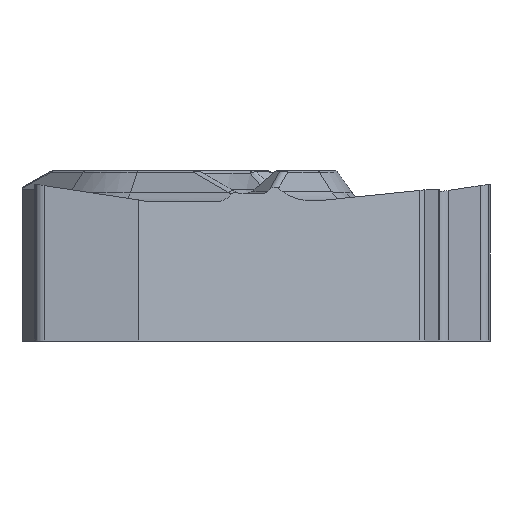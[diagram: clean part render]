
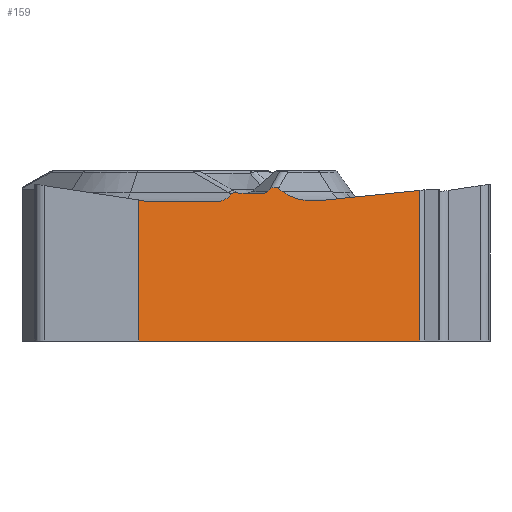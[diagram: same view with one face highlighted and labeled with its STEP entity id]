
A CAD part, front view. The second image highlights one B-rep face of the part: STEP entity #159.
In plain terms, the highlighted planar face has unit normal (0.5, -0.866, 0).
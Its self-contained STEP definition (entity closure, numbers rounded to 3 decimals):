
#159=ADVANCED_FACE('',(#361),#317,.F.);
#317=PLANE('',#2698);
#361=FACE_OUTER_BOUND('',#514,.T.);
#514=EDGE_LOOP('',(#849,#850,#851,#852,#853,#854,#855,#856,#857,#858,#859,
#860,#861,#862,#863,#864));
#677=CIRCLE('',#2697,0.75);
#789=ELLIPSE('',#2692,1.5,0.75);
#790=ELLIPSE('',#2693,0.304,0.205);
#791=ELLIPSE('',#2694,0.309,0.3);
#792=ELLIPSE('',#2695,0.309,0.3);
#793=ELLIPSE('',#2696,0.884,0.75);
#849=ORIENTED_EDGE('',*,*,#1878,.F.);
#850=ORIENTED_EDGE('',*,*,#1879,.T.);
#851=ORIENTED_EDGE('',*,*,#1880,.F.);
#852=ORIENTED_EDGE('',*,*,#1881,.T.);
#853=ORIENTED_EDGE('',*,*,#1882,.T.);
#854=ORIENTED_EDGE('',*,*,#1883,.F.);
#855=ORIENTED_EDGE('',*,*,#1884,.F.);
#856=ORIENTED_EDGE('',*,*,#1885,.T.);
#857=ORIENTED_EDGE('',*,*,#1886,.T.);
#858=ORIENTED_EDGE('',*,*,#1887,.T.);
#859=ORIENTED_EDGE('',*,*,#1888,.T.);
#860=ORIENTED_EDGE('',*,*,#1889,.F.);
#861=ORIENTED_EDGE('',*,*,#1890,.T.);
#862=ORIENTED_EDGE('',*,*,#1891,.T.);
#863=ORIENTED_EDGE('',*,*,#1892,.T.);
#864=ORIENTED_EDGE('',*,*,#1893,.T.);
#1637=VERTEX_POINT('',#4111);
#1638=VERTEX_POINT('',#4112);
#1639=VERTEX_POINT('',#4114);
#1640=VERTEX_POINT('',#4116);
#1641=VERTEX_POINT('',#4118);
#1642=VERTEX_POINT('',#4120);
#1643=VERTEX_POINT('',#4122);
#1644=VERTEX_POINT('',#4124);
#1645=VERTEX_POINT('',#4126);
#1646=VERTEX_POINT('',#4128);
#1647=VERTEX_POINT('',#4130);
#1648=VERTEX_POINT('',#4132);
#1649=VERTEX_POINT('',#4146);
#1650=VERTEX_POINT('',#4148);
#1651=VERTEX_POINT('',#4150);
#1652=VERTEX_POINT('',#4152);
#1878=EDGE_CURVE('',#1637,#1638,#2272,.T.);
#1879=EDGE_CURVE('',#1637,#1639,#2273,.T.);
#1880=EDGE_CURVE('',#1640,#1639,#2274,.T.);
#1881=EDGE_CURVE('',#1640,#1641,#2275,.T.);
#1882=EDGE_CURVE('',#1641,#1642,#789,.T.);
#1883=EDGE_CURVE('',#1643,#1642,#2276,.T.);
#1884=EDGE_CURVE('',#1644,#1643,#790,.T.);
#1885=EDGE_CURVE('',#1644,#1645,#2277,.T.);
#1886=EDGE_CURVE('',#1645,#1646,#791,.T.);
#1887=EDGE_CURVE('',#1646,#1647,#2278,.T.);
#1888=EDGE_CURVE('',#1647,#1648,#792,.T.);
#1889=EDGE_CURVE('',#1649,#1648,#2616,.T.);
#1890=EDGE_CURVE('',#1649,#1650,#793,.T.);
#1891=EDGE_CURVE('',#1650,#1651,#2279,.T.);
#1892=EDGE_CURVE('',#1651,#1652,#677,.T.);
#1893=EDGE_CURVE('',#1652,#1638,#2280,.T.);
#2272=LINE('',#4110,#2440);
#2273=LINE('',#4113,#2441);
#2274=LINE('',#4115,#2442);
#2275=LINE('',#4117,#2443);
#2276=LINE('',#4121,#2444);
#2277=LINE('',#4125,#2445);
#2278=LINE('',#4129,#2446);
#2279=LINE('',#4149,#2447);
#2280=LINE('',#4153,#2448);
#2440=VECTOR('',#2989,1.);
#2441=VECTOR('',#2990,1.);
#2442=VECTOR('',#2991,1.);
#2443=VECTOR('',#2992,1.);
#2444=VECTOR('',#2995,1.);
#2445=VECTOR('',#2998,1.);
#2446=VECTOR('',#3001,1.);
#2447=VECTOR('',#3006,1.);
#2448=VECTOR('',#3009,1.);
#2616=B_SPLINE_CURVE_WITH_KNOTS('',3,(#4133,#4134,#4135,#4136,#4137,#4138,
#4139,#4140,#4141,#4142,#4143,#4144,#4145),.UNSPECIFIED.,.F.,.F.,(4,3,3,
3,4),(0.,0.251,0.501,0.761,1.),
 .UNSPECIFIED.);
#2692=AXIS2_PLACEMENT_3D('',#4119,#2993,#2994);
#2693=AXIS2_PLACEMENT_3D('',#4123,#2996,#2997);
#2694=AXIS2_PLACEMENT_3D('',#4127,#2999,#3000);
#2695=AXIS2_PLACEMENT_3D('',#4131,#3002,#3003);
#2696=AXIS2_PLACEMENT_3D('',#4147,#3004,#3005);
#2697=AXIS2_PLACEMENT_3D('',#4151,#3007,#3008);
#2698=AXIS2_PLACEMENT_3D('',#4154,#3010,#3011);
#2989=DIRECTION('',(0.,0.,1.));
#2990=DIRECTION('',(0.866,0.5,0.));
#2991=DIRECTION('',(0.,0.,-1.));
#2992=DIRECTION('',(-0.863,-0.498,-0.088));
#2993=DIRECTION('',(-0.5,0.866,0.));
#2994=DIRECTION('',(-0.866,-0.5,0.));
#2995=DIRECTION('',(0.705,0.407,-0.581));
#2996=DIRECTION('',(-0.5,0.866,0.));
#2997=DIRECTION('',(0.743,0.429,0.514));
#2998=DIRECTION('',(-0.672,-0.388,-0.631));
#2999=DIRECTION('',(-0.5,0.866,0.));
#3000=DIRECTION('',(0.866,0.5,0.));
#3001=DIRECTION('',(-0.866,-0.5,0.));
#3002=DIRECTION('',(-0.5,0.866,0.));
#3003=DIRECTION('',(0.866,0.5,0.));
#3004=DIRECTION('',(-0.5,0.866,0.));
#3005=DIRECTION('',(0.866,0.5,0.));
#3006=DIRECTION('',(-0.866,-0.5,0.));
#3007=DIRECTION('',(-0.5,0.866,0.));
#3008=DIRECTION('',(-0.866,-0.5,0.));
#3009=DIRECTION('',(-0.853,-0.492,0.174));
#3010=DIRECTION('',(-0.5,0.866,0.));
#3011=DIRECTION('',(-0.866,-0.5,0.));
#4110=CARTESIAN_POINT('',(-2.228,-8.619,25.));
#4111=CARTESIAN_POINT('',(-2.228,-8.619,-5.56));
#4112=CARTESIAN_POINT('',(-2.228,-8.619,-0.54));
#4113=CARTESIAN_POINT('',(3.175,-5.499,-5.56));
#4114=CARTESIAN_POINT('',(7.771,-2.846,-5.56));
#4115=CARTESIAN_POINT('',(7.771,-2.846,25.));
#4116=CARTESIAN_POINT('',(7.771,-2.846,-0.202));
#4117=CARTESIAN_POINT('',(5.12,-4.376,-0.472));
#4118=CARTESIAN_POINT('',(4.211,-4.901,-0.565));
#4119=CARTESIAN_POINT('',(3.985,-5.032,0.174));
#4120=CARTESIAN_POINT('',(2.921,-5.646,-0.256));
#4121=CARTESIAN_POINT('',(-12.245,-14.402,12.249));
#4122=CARTESIAN_POINT('',(2.757,-5.741,-0.121));
#4123=CARTESIAN_POINT('',(2.565,-5.851,-0.32));
#4124=CARTESIAN_POINT('',(2.429,-5.93,-0.181));
#4125=CARTESIAN_POINT('',(9.024,-2.122,6.019));
#4126=CARTESIAN_POINT('',(2.366,-5.966,-0.24));
#4127=CARTESIAN_POINT('',(2.194,-6.065,-0.01));
#4128=CARTESIAN_POINT('',(2.194,-6.065,-0.31));
#4129=CARTESIAN_POINT('',(-4.359,-9.849,-0.31));
#4130=CARTESIAN_POINT('',(1.413,-6.516,-0.31));
#4131=CARTESIAN_POINT('',(1.413,-6.516,-0.01));
#4132=CARTESIAN_POINT('',(1.303,-6.58,-0.283));
#4133=CARTESIAN_POINT('',(1.096,-6.7,-0.323));
#4134=CARTESIAN_POINT('',(1.108,-6.692,-0.307));
#4135=CARTESIAN_POINT('',(1.124,-6.684,-0.294));
#4136=CARTESIAN_POINT('',(1.14,-6.674,-0.285));
#4137=CARTESIAN_POINT('',(1.157,-6.664,-0.275));
#4138=CARTESIAN_POINT('',(1.175,-6.654,-0.268));
#4139=CARTESIAN_POINT('',(1.194,-6.643,-0.265));
#4140=CARTESIAN_POINT('',(1.213,-6.632,-0.262));
#4141=CARTESIAN_POINT('',(1.233,-6.621,-0.262));
#4142=CARTESIAN_POINT('',(1.252,-6.61,-0.266));
#4143=CARTESIAN_POINT('',(1.269,-6.599,-0.269));
#4144=CARTESIAN_POINT('',(1.287,-6.589,-0.275));
#4145=CARTESIAN_POINT('',(1.303,-6.58,-0.283));
#4146=CARTESIAN_POINT('',(1.096,-6.7,-0.323));
#4147=CARTESIAN_POINT('',(0.499,-7.044,0.147));
#4148=CARTESIAN_POINT('',(0.499,-7.044,-0.603));
#4149=CARTESIAN_POINT('',(-4.359,-9.849,-0.603));
#4150=CARTESIAN_POINT('',(-1.86,-8.406,-0.603));
#4151=CARTESIAN_POINT('',(-1.86,-8.406,0.147));
#4152=CARTESIAN_POINT('',(-1.973,-8.471,-0.592));
#4153=CARTESIAN_POINT('',(-8.078,-11.996,0.651));
#4154=CARTESIAN_POINT('',(3.175,-5.499,25.));
